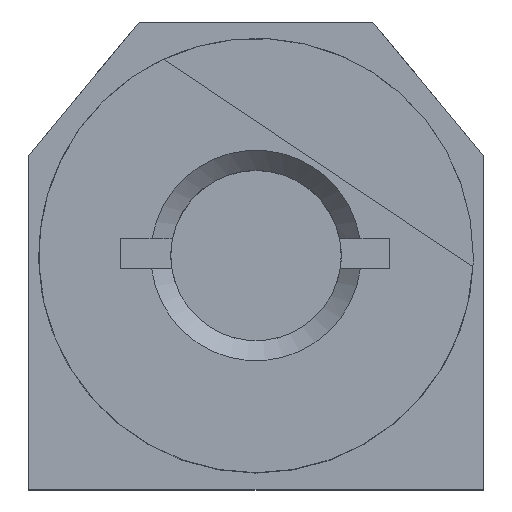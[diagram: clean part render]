
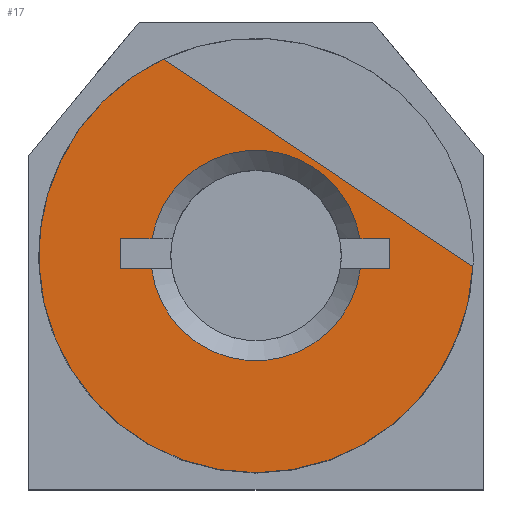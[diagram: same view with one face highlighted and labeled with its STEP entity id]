
A CAD part, top view. The second image highlights one B-rep face of the part: STEP entity #17.
In plain terms, the highlighted planar face has unit normal (0, 0, 1).
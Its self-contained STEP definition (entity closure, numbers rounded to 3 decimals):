
#17 = ADVANCED_FACE('',(#18,#37),#105,.T.);
#18 = FACE_BOUND('',#19,.T.);
#19 = EDGE_LOOP('',(#20,#30));
#20 = ORIENTED_EDGE('',*,*,#21,.F.);
#21 = EDGE_CURVE('',#22,#24,#26,.T.);
#22 = VERTEX_POINT('',#23);
#23 = CARTESIAN_POINT('',(-1.389,2.938,4.7));
#24 = VERTEX_POINT('',#25);
#25 = CARTESIAN_POINT('',(3.246,-0.167,4.7));
#26 = LINE('',#27,#28);
#27 = CARTESIAN_POINT('',(-2.171,3.462,4.7));
#28 = VECTOR('',#29,1.);
#29 = DIRECTION('',(0.831,-0.557,0.));
#30 = ORIENTED_EDGE('',*,*,#31,.T.);
#31 = EDGE_CURVE('',#22,#24,#32,.T.);
#32 = CIRCLE('',#33,3.25);
#33 = AXIS2_PLACEMENT_3D('',#34,#35,#36);
#34 = CARTESIAN_POINT('',(0.,0.,4.7));
#35 = DIRECTION('',(0.,0.,1.));
#36 = DIRECTION('',(1.,0.,0.));
#37 = FACE_BOUND('',#38,.T.);
#38 = EDGE_LOOP('',(#39,#50,#58,#66,#74,#83,#91,#99));
#39 = ORIENTED_EDGE('',*,*,#40,.F.);
#40 = EDGE_CURVE('',#41,#43,#45,.T.);
#41 = VERTEX_POINT('',#42);
#42 = CARTESIAN_POINT('',(1.555,0.25,4.7));
#43 = VERTEX_POINT('',#44);
#44 = CARTESIAN_POINT('',(-1.555,0.25,4.7));
#45 = CIRCLE('',#46,1.575);
#46 = AXIS2_PLACEMENT_3D('',#47,#48,#49);
#47 = CARTESIAN_POINT('',(0.,0.,4.7));
#48 = DIRECTION('',(0.,0.,1.));
#49 = DIRECTION('',(1.,0.,0.));
#50 = ORIENTED_EDGE('',*,*,#51,.T.);
#51 = EDGE_CURVE('',#41,#52,#54,.T.);
#52 = VERTEX_POINT('',#53);
#53 = CARTESIAN_POINT('',(2.001,0.25,4.7));
#54 = LINE('',#55,#56);
#55 = CARTESIAN_POINT('',(-2.033,0.25,4.7));
#56 = VECTOR('',#57,1.);
#57 = DIRECTION('',(1.,0.,0.));
#58 = ORIENTED_EDGE('',*,*,#59,.T.);
#59 = EDGE_CURVE('',#52,#60,#62,.T.);
#60 = VERTEX_POINT('',#61);
#61 = CARTESIAN_POINT('',(2.001,-0.2,4.7));
#62 = LINE('',#63,#64);
#63 = CARTESIAN_POINT('',(2.001,0.25,4.7));
#64 = VECTOR('',#65,1.);
#65 = DIRECTION('',(0.,-1.,0.));
#66 = ORIENTED_EDGE('',*,*,#67,.T.);
#67 = EDGE_CURVE('',#60,#68,#70,.T.);
#68 = VERTEX_POINT('',#69);
#69 = CARTESIAN_POINT('',(1.562,-0.2,4.7));
#70 = LINE('',#71,#72);
#71 = CARTESIAN_POINT('',(2.001,-0.2,4.7));
#72 = VECTOR('',#73,1.);
#73 = DIRECTION('',(-1.,0.,0.));
#74 = ORIENTED_EDGE('',*,*,#75,.F.);
#75 = EDGE_CURVE('',#76,#68,#78,.T.);
#76 = VERTEX_POINT('',#77);
#77 = CARTESIAN_POINT('',(-1.562,-0.2,4.7));
#78 = CIRCLE('',#79,1.575);
#79 = AXIS2_PLACEMENT_3D('',#80,#81,#82);
#80 = CARTESIAN_POINT('',(0.,0.,4.7));
#81 = DIRECTION('',(0.,0.,1.));
#82 = DIRECTION('',(1.,0.,0.));
#83 = ORIENTED_EDGE('',*,*,#84,.T.);
#84 = EDGE_CURVE('',#76,#85,#87,.T.);
#85 = VERTEX_POINT('',#86);
#86 = CARTESIAN_POINT('',(-2.033,-0.2,4.7));
#87 = LINE('',#88,#89);
#88 = CARTESIAN_POINT('',(2.001,-0.2,4.7));
#89 = VECTOR('',#90,1.);
#90 = DIRECTION('',(-1.,0.,0.));
#91 = ORIENTED_EDGE('',*,*,#92,.T.);
#92 = EDGE_CURVE('',#85,#93,#95,.T.);
#93 = VERTEX_POINT('',#94);
#94 = CARTESIAN_POINT('',(-2.033,0.25,4.7));
#95 = LINE('',#96,#97);
#96 = CARTESIAN_POINT('',(-2.033,-0.2,4.7));
#97 = VECTOR('',#98,1.);
#98 = DIRECTION('',(0.,1.,0.));
#99 = ORIENTED_EDGE('',*,*,#100,.T.);
#100 = EDGE_CURVE('',#93,#43,#101,.T.);
#101 = LINE('',#102,#103);
#102 = CARTESIAN_POINT('',(-2.033,0.25,4.7));
#103 = VECTOR('',#104,1.);
#104 = DIRECTION('',(1.,0.,0.));
#105 = PLANE('',#106);
#106 = AXIS2_PLACEMENT_3D('',#107,#108,#109);
#107 = CARTESIAN_POINT('',(0.,0.,4.7));
#108 = DIRECTION('',(0.,0.,1.));
#109 = DIRECTION('',(1.,0.,0.));
